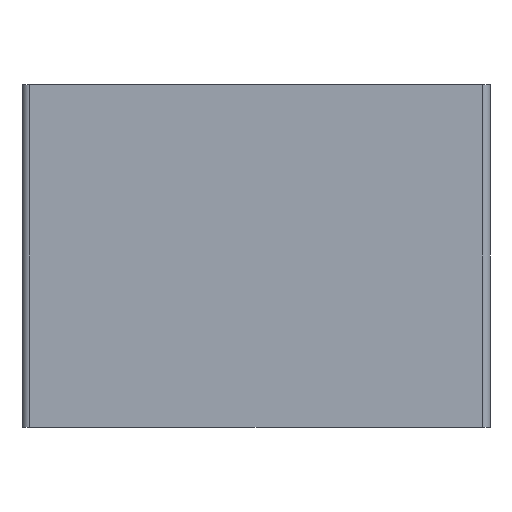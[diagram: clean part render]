
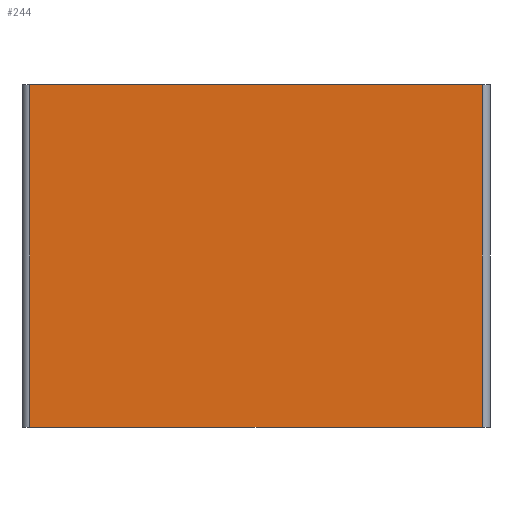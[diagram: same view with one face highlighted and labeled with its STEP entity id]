
A CAD part, front view. The second image highlights one B-rep face of the part: STEP entity #244.
In plain terms, the highlighted planar face has unit normal (0, -1, 0).
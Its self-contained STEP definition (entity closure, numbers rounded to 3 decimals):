
#32 = VERTEX_POINT('',#33);
#33 = CARTESIAN_POINT('',(-132.6,-1.6,44.));
#40 = EDGE_CURVE('',#41,#32,#43,.T.);
#41 = VERTEX_POINT('',#42);
#42 = CARTESIAN_POINT('',(-73.4,-1.6,44.));
#43 = LINE('',#44,#45);
#44 = CARTESIAN_POINT('',(-117.9,-1.6,44.));
#45 = VECTOR('',#46,1.);
#46 = DIRECTION('',(-1.,0.,0.));
#199 = VERTEX_POINT('',#200);
#200 = CARTESIAN_POINT('',(-132.6,-1.6,-0.8));
#207 = EDGE_CURVE('',#199,#32,#208,.T.);
#208 = LINE('',#209,#210);
#209 = CARTESIAN_POINT('',(-132.6,-1.6,-0.8));
#210 = VECTOR('',#211,1.);
#211 = DIRECTION('',(0.,0.,1.));
#244 = ADVANCED_FACE('',(#245),#263,.F.);
#245 = FACE_BOUND('',#246,.F.);
#246 = EDGE_LOOP('',(#247,#255,#256,#257));
#247 = ORIENTED_EDGE('',*,*,#248,.F.);
#248 = EDGE_CURVE('',#199,#249,#251,.T.);
#249 = VERTEX_POINT('',#250);
#250 = CARTESIAN_POINT('',(-73.4,-1.6,-0.8));
#251 = LINE('',#252,#253);
#252 = CARTESIAN_POINT('',(-117.9,-1.6,-0.8));
#253 = VECTOR('',#254,1.);
#254 = DIRECTION('',(1.,0.,0.));
#255 = ORIENTED_EDGE('',*,*,#207,.T.);
#256 = ORIENTED_EDGE('',*,*,#40,.F.);
#257 = ORIENTED_EDGE('',*,*,#258,.F.);
#258 = EDGE_CURVE('',#249,#41,#259,.T.);
#259 = LINE('',#260,#261);
#260 = CARTESIAN_POINT('',(-73.4,-1.6,-0.8));
#261 = VECTOR('',#262,1.);
#262 = DIRECTION('',(0.,0.,1.));
#263 = PLANE('',#264);
#264 = AXIS2_PLACEMENT_3D('',#265,#266,#267);
#265 = CARTESIAN_POINT('',(-132.8,-1.6,0.));
#266 = DIRECTION('',(0.,1.,0.));
#267 = DIRECTION('',(1.,0.,0.));
